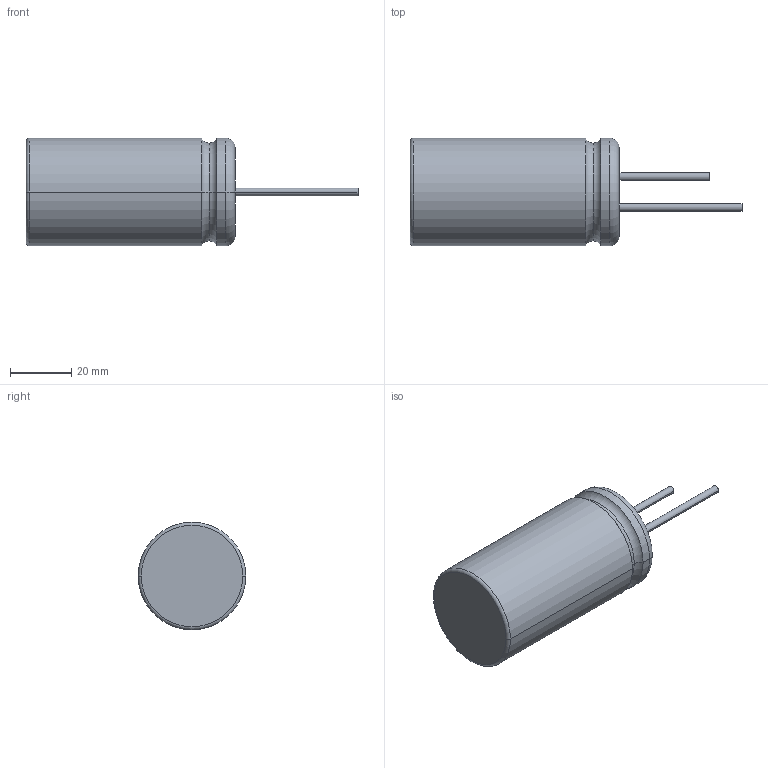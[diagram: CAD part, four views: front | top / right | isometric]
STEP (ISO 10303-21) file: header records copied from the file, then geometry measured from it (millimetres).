
FILE_DESCRIPTION (( 'STEP AP214' ), '1' );
FILE_NAME ('SCCY68B407SSBLE.STEP', '2023-04-23T09:21:46', ( '' ), ( '' ), 'SwSTEP 2.0', 'SolidWorks 2022', '' );
FILE_SCHEMA (( 'AUTOMOTIVE_DESIGN' ));
Length unit declared in the file: millimetre
Products named in the file (1): SCCY68B407SSBLE
Bounding box: 108 x 35 x 35 mm (x, y, z)
Volume: 64283.9 mm3; surface area: 9966.8 mm2
Topology: 1 solids, 1 shells, 23 faces, 44 edges, 26 vertices
Faces by surface type: cylinder 10, torus 8, plane 5
Entity records: 868 total; most frequent: DIRECTION 126, CARTESIAN_POINT 94, ORIENTED_EDGE 88, AXIS2_PLACEMENT_3D 58, EDGE_CURVE 44, CIRCLE 34, VERTEX_POINT 26, EDGE_LOOP 26
